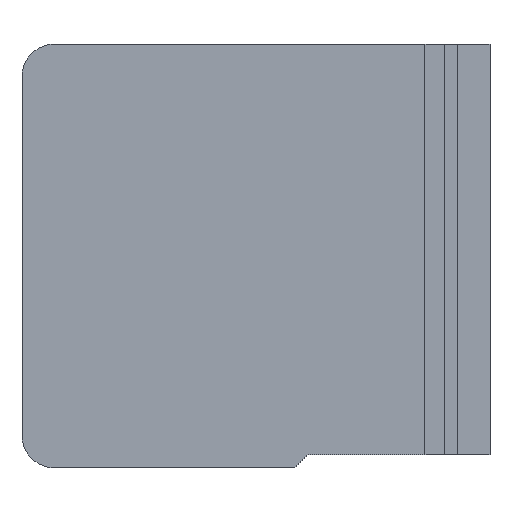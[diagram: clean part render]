
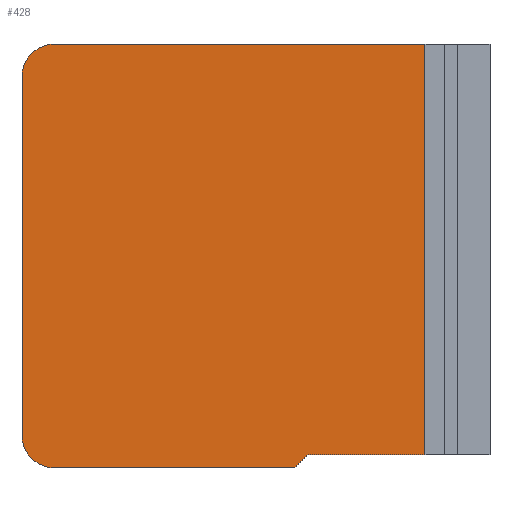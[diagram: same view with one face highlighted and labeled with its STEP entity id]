
A CAD part, left-side view. The second image highlights one B-rep face of the part: STEP entity #428.
In plain terms, the highlighted free-form (B-spline) face has degree [1, 1] with [2, 2] control points.
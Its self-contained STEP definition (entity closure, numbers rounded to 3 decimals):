
#130=CARTESIAN_POINT('',(-1.5,21.0,2.0));
#131=VERTEX_POINT('',#130);
#132=CARTESIAN_POINT('',(-1.5,23.0,0.0));
#133=VERTEX_POINT('',#132);
#134=CARTESIAN_POINT('',(-1.5,21.0,2.0));
#135=DIRECTION('',(0.,0.707,-0.707));
#136=VECTOR('',#135,2.828);
#137=LINE('',#134,#136);
#138=EDGE_CURVE('',#131,#133,#137,.T.);
#170=CARTESIAN_POINT('',(-1.5,3.0,2.0));
#171=VERTEX_POINT('',#170);
#172=CARTESIAN_POINT('',(-1.5,3.0,2.0));
#173=DIRECTION('',(0.0,1.0,0.0));
#174=VECTOR('',#173,18.0);
#175=LINE('',#172,#174);
#176=EDGE_CURVE('',#171,#131,#175,.T.);
#330=CARTESIAN_POINT('',(-1.5,3.0,65.2));
#331=VERTEX_POINT('',#330);
#338=CARTESIAN_POINT('',(-1.5,3.0,2.0));
#339=DIRECTION('',(0.0,0.0,1.0));
#340=VECTOR('',#339,63.2);
#341=LINE('',#338,#340);
#342=EDGE_CURVE('',#171,#331,#341,.T.);
#378=CARTESIAN_POINT('',(-1.5,65.0,65.2));
#379=CARTESIAN_POINT('',(-1.5,65.0,0.));
#380=CARTESIAN_POINT('',(-1.5,3.0,65.2));
#381=CARTESIAN_POINT('',(-1.5,3.0,0.));
#382=B_SPLINE_SURFACE_WITH_KNOTS('',1,1,((#378,#380),(#379,#381)),.UNSPECIFIED.,.F.,.F.,.U.,(2,2),(2,2),(0.0,65.2),(0.0,62.0),.UNSPECIFIED.);
#383=ORIENTED_EDGE('',*,*,#176,.F.);
#384=ORIENTED_EDGE('',*,*,#342,.T.);
#385=CARTESIAN_POINT('',(-1.5,60.0,65.2));
#386=VERTEX_POINT('',#385);
#387=CARTESIAN_POINT('',(-1.5,60.0,65.2));
#388=DIRECTION('',(0.0,-1.0,0.0));
#389=VECTOR('',#388,57.0);
#390=LINE('',#387,#389);
#391=EDGE_CURVE('',#386,#331,#390,.T.);
#392=ORIENTED_EDGE('',*,*,#391,.F.);
#393=CARTESIAN_POINT('',(-1.5,65.0,60.2));
#394=VERTEX_POINT('',#393);
#395=CARTESIAN_POINT('',(-1.5,60.0,60.2));
#396=DIRECTION('',(-1.,0.,0.));
#397=DIRECTION('',(0.,0.707,0.707));
#398=AXIS2_PLACEMENT_3D('',#395,#396,#397);
#399=CIRCLE('',#398,5.);
#400=EDGE_CURVE('',#386,#394,#399,.T.);
#401=ORIENTED_EDGE('',*,*,#400,.T.);
#402=CARTESIAN_POINT('',(-1.5,65.0,5.0));
#403=VERTEX_POINT('',#402);
#404=CARTESIAN_POINT('',(-1.5,65.0,60.2));
#405=DIRECTION('',(0.0,0.0,-1.0));
#406=VECTOR('',#405,55.2);
#407=LINE('',#404,#406);
#408=EDGE_CURVE('',#394,#403,#407,.T.);
#409=ORIENTED_EDGE('',*,*,#408,.T.);
#410=CARTESIAN_POINT('',(-1.5,60.0,0.0));
#411=VERTEX_POINT('',#410);
#412=CARTESIAN_POINT('',(-1.5,60.0,5.0));
#413=DIRECTION('',(-1.,0.,0.));
#414=DIRECTION('',(0.,0.707,-0.707));
#415=AXIS2_PLACEMENT_3D('',#412,#413,#414);
#416=CIRCLE('',#415,5.);
#417=EDGE_CURVE('',#403,#411,#416,.T.);
#418=ORIENTED_EDGE('',*,*,#417,.T.);
#419=CARTESIAN_POINT('',(-1.5,23.0,0.0));
#420=DIRECTION('',(0.0,1.0,0.0));
#421=VECTOR('',#420,37.0);
#422=LINE('',#419,#421);
#423=EDGE_CURVE('',#133,#411,#422,.T.);
#424=ORIENTED_EDGE('',*,*,#423,.F.);
#425=ORIENTED_EDGE('',*,*,#138,.F.);
#426=EDGE_LOOP('',(#383,#384,#392,#401,#409,#418,#424,#425));
#427=FACE_OUTER_BOUND('',#426,.T.);
#428=ADVANCED_FACE('',(#427),#382,.T.);
